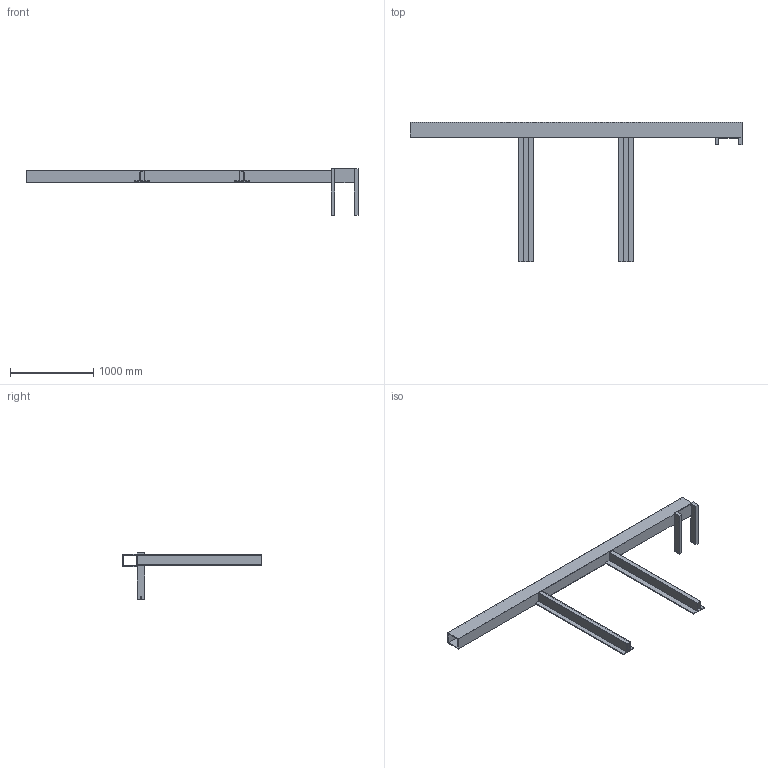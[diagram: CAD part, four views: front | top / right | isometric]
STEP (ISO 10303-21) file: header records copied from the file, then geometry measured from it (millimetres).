
FILE_DESCRIPTION(/* description */ (''),/* implementation_level */ '2;1');
FILE_NAME(/* name */ 'Trave_e_Pale_inventor_single.stp',/* time_stamp */ '2024-03-23T16:26:17+01:00',/* author */ ('feder'),/* organization */ (''),/* preprocessor_version */ 'ST-DEVELOPER v20',/* originating_system */ 'Autodesk Inventor 2024',/* authorisation */ '');
FILE_SCHEMA (('AUTOMOTIVE_DESIGN { 1 0 10303 214 3 1 1 }'));
Length unit declared in the file: millimetre
Products named in the file (1): Trave_e_Pale_inventor_single
Bounding box: 4000 x 1680 x 565 mm (x, y, z)
Volume: 40702470.6 mm3; surface area: 8117370.3 mm2
Topology: 1 solids, 1 shells, 54 faces, 142 edges, 94 vertices
Faces by surface type: plane 50, cylinder 4
Full cylindrical faces by diameter (mm): 10 x2, 20 x2
Entity records: 1701 total; most frequent: CARTESIAN_POINT 291, ORIENTED_EDGE 284, DIRECTION 260, EDGE_CURVE 142, LINE 134, VECTOR 134, VERTEX_POINT 94, EDGE_LOOP 68
